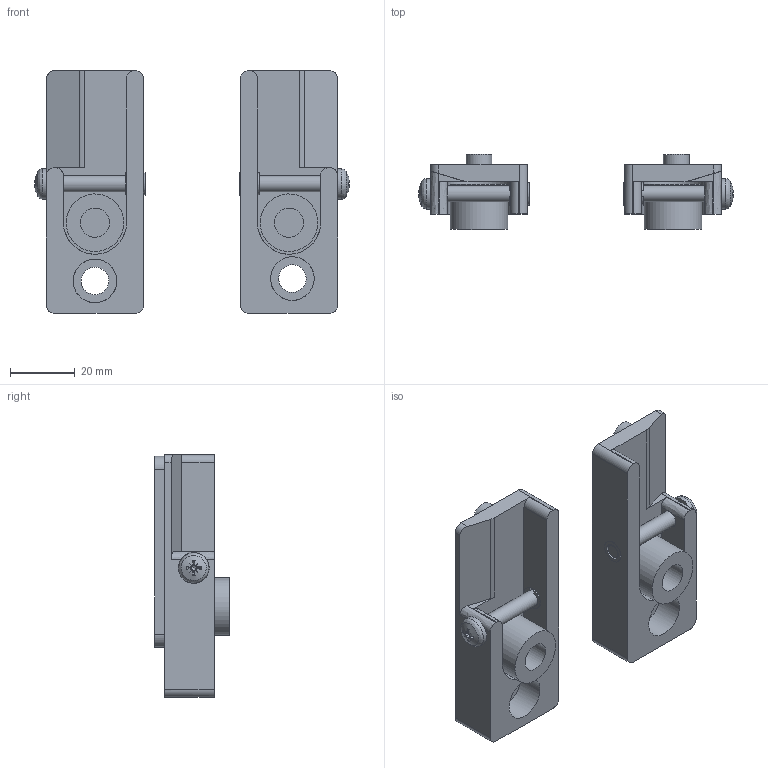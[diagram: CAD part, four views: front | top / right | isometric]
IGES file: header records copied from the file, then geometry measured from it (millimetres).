
Global section: file name: 534019; native system: Autodesk Inventor 2021; preprocessor: unknown; author: aluteckkpl_kk; date: 20230209.125205; units: millimetre
Bounding box: 97.29 x 23.1 x 75 mm (x, y, z)
Volume: 46126.8 mm3; surface area: 24016.6 mm2
Topology: 8 solids, 8 shells, 200 faces, 558 edges, 378 vertices
Faces by surface type: bspline 200
